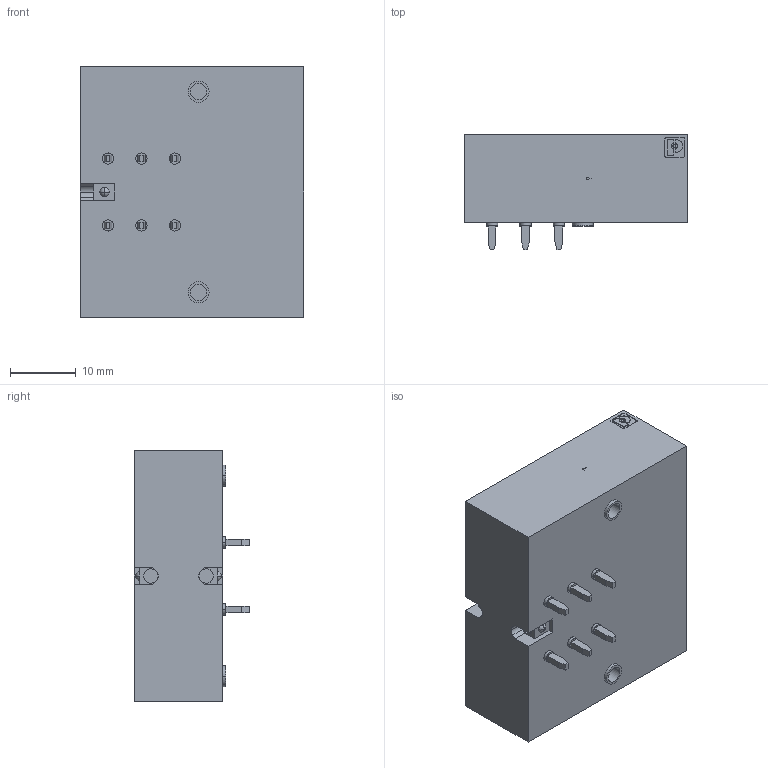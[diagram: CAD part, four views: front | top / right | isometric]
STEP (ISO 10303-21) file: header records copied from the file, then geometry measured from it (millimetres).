
FILE_DESCRIPTION(('SolidDesigner STEP Export'),'2;1');
FILE_NAME('pc_6-16-2-g1f-10.16.stp','2005-04-29T 9:22:11',(''),(''),'OneSpaceDesigner STEP processor Version: 9.0 (March 2001)for AP214(CD)(Solid Model)','CoCreate OneSpaceDesigner: 11.50A 18-Jul-2002(C) CoCreate Software GmbH','');
FILE_SCHEMA(('AUTOMOTIVE_DESIGN_CC2 {1 2 10303 214 -1 1 5 1}'));
Length unit declared in the file: millimetre
Products named in the file (2): pc_6-16-2-g1f-10.16
Assembly tree (1 placements, depth 2):
  pc_6-16-2-g1f-10.16
    pc_6-16-2-g1f-10.16
Bounding box: 34 x 17.5 x 38.08 mm (x, y, z)
Volume: 14825.6 mm3; surface area: 6323.7 mm2
Topology: 1 solids, 1 shells, 256 faces, 645 edges, 425 vertices
Faces by surface type: plane 170, cylinder 72, sphere 8, cone 6
Entity records: 9228 total; most frequent: ORIENTED_EDGE 1290, CARTESIAN_POINT 1256, DIRECTION 1119, EDGE_CURVE 645, VECTOR 439, LINE 439, VERTEX_POINT 425, AXIS2_PLACEMENT_3D 340
